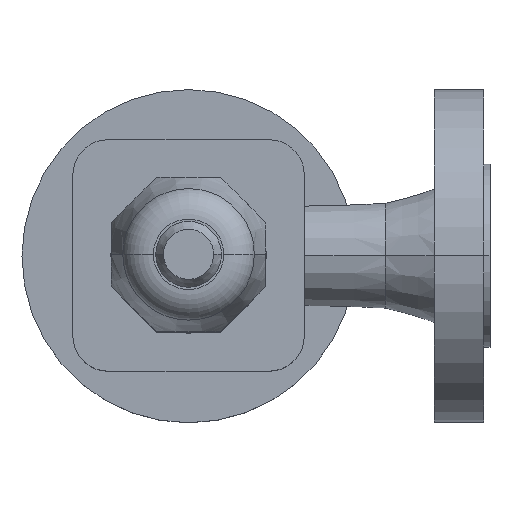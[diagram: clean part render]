
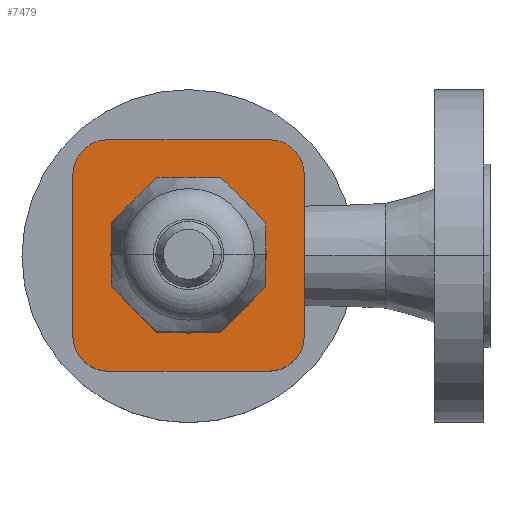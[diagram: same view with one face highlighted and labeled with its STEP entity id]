
A CAD part, top view. The second image highlights one B-rep face of the part: STEP entity #7479.
In plain terms, the highlighted planar face has unit normal (0, 0, 1).
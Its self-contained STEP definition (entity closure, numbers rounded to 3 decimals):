
#7283=CARTESIAN_POINT('',(25.456,36.456,148.23));
#7284=VERTEX_POINT('',#7283);
#7291=CARTESIAN_POINT('',(36.456,25.456,148.23));
#7292=VERTEX_POINT('',#7291);
#7293=CARTESIAN_POINT('',(25.456,25.456,148.23));
#7294=DIRECTION('',(-0.,-0.,1.));
#7295=DIRECTION('',(1.,0.,0.));
#7296=AXIS2_PLACEMENT_3D('',#7293,#7294,#7295);
#7297=CIRCLE('',#7296,11.);
#7298=EDGE_CURVE('',#7292,#7284,#7297,.T.);
#7316=CARTESIAN_POINT('',(36.456,-25.456,148.23));
#7317=VERTEX_POINT('',#7316);
#7318=CARTESIAN_POINT('',(36.456,-25.456,148.23));
#7319=DIRECTION('',(-0.,1.,0.));
#7320=VECTOR('',#7319,50.912);
#7321=LINE('',#7318,#7320);
#7322=EDGE_CURVE('',#7317,#7292,#7321,.T.);
#7340=CARTESIAN_POINT('',(25.456,-36.456,148.23));
#7341=VERTEX_POINT('',#7340);
#7342=CARTESIAN_POINT('',(25.456,-25.456,148.23));
#7343=DIRECTION('',(-0.,-0.,1.));
#7344=DIRECTION('',(0.,-1.,-0.));
#7345=AXIS2_PLACEMENT_3D('',#7342,#7343,#7344);
#7346=CIRCLE('',#7345,11.);
#7347=EDGE_CURVE('',#7341,#7317,#7346,.T.);
#7365=CARTESIAN_POINT('',(-25.456,-36.456,148.23));
#7366=VERTEX_POINT('',#7365);
#7367=CARTESIAN_POINT('',(-25.456,-36.456,148.23));
#7368=DIRECTION('',(1.,-0.,-0.));
#7369=VECTOR('',#7368,50.912);
#7370=LINE('',#7367,#7369);
#7371=EDGE_CURVE('',#7366,#7341,#7370,.T.);
#7389=CARTESIAN_POINT('',(-36.456,-25.456,148.23));
#7390=VERTEX_POINT('',#7389);
#7391=CARTESIAN_POINT('',(-25.456,-25.456,148.23));
#7392=DIRECTION('',(-0.,-0.,1.));
#7393=DIRECTION('',(-1.,0.,0.));
#7394=AXIS2_PLACEMENT_3D('',#7391,#7392,#7393);
#7395=CIRCLE('',#7394,11.);
#7396=EDGE_CURVE('',#7390,#7366,#7395,.T.);
#7413=CARTESIAN_POINT('',(-25.456,36.456,148.23));
#7414=VERTEX_POINT('',#7413);
#7421=CARTESIAN_POINT('',(25.456,36.456,148.23));
#7422=DIRECTION('',(-1.,-0.,-0.));
#7423=VECTOR('',#7422,50.912);
#7424=LINE('',#7421,#7423);
#7425=EDGE_CURVE('',#7284,#7414,#7424,.T.);
#7431=CARTESIAN_POINT('',(36.25,-0.,148.23));
#7432=DIRECTION('',(0.,-0.,1.));
#7433=DIRECTION('',(1.,0.,-0.));
#7434=AXIS2_PLACEMENT_3D('',#7431,#7432,#7433);
#7435=PLANE('',#7434);
#7436=ORIENTED_EDGE('',*,*,#7396,.T.);
#7437=ORIENTED_EDGE('',*,*,#7371,.T.);
#7438=ORIENTED_EDGE('',*,*,#7347,.T.);
#7439=ORIENTED_EDGE('',*,*,#7322,.T.);
#7440=ORIENTED_EDGE('',*,*,#7298,.T.);
#7441=ORIENTED_EDGE('',*,*,#7425,.T.);
#7442=CARTESIAN_POINT('',(-36.456,25.456,148.23));
#7443=VERTEX_POINT('',#7442);
#7444=CARTESIAN_POINT('',(-25.456,25.456,148.23));
#7445=DIRECTION('',(-0.,-0.,1.));
#7446=DIRECTION('',(0.,1.,0.));
#7447=AXIS2_PLACEMENT_3D('',#7444,#7445,#7446);
#7448=CIRCLE('',#7447,11.);
#7449=EDGE_CURVE('',#7414,#7443,#7448,.T.);
#7450=ORIENTED_EDGE('',*,*,#7449,.T.);
#7451=CARTESIAN_POINT('',(-36.456,25.456,148.23));
#7452=DIRECTION('',(0.,-1.,-0.));
#7453=VECTOR('',#7452,50.912);
#7454=LINE('',#7451,#7453);
#7455=EDGE_CURVE('',#7443,#7390,#7454,.T.);
#7456=ORIENTED_EDGE('',*,*,#7455,.T.);
#7457=EDGE_LOOP('',(#7436,#7437,#7438,#7439,#7440,#7441,#7450,#7456));
#7458=FACE_BOUND('',#7457,.T.);
#7459=CARTESIAN_POINT('',(24.5,-0.,148.23));
#7460=VERTEX_POINT('',#7459);
#7461=CARTESIAN_POINT('',(-24.5,-0.,148.23));
#7462=VERTEX_POINT('',#7461);
#7463=CARTESIAN_POINT('',(0.,-0.,148.23));
#7464=DIRECTION('',(-0.,-0.,1.));
#7465=DIRECTION('',(1.,0.,0.));
#7466=AXIS2_PLACEMENT_3D('',#7463,#7464,#7465);
#7467=CIRCLE('',#7466,24.5);
#7468=EDGE_CURVE('',#7460,#7462,#7467,.T.);
#7469=ORIENTED_EDGE('',*,*,#7468,.F.);
#7470=CARTESIAN_POINT('',(0.,-0.,148.23));
#7471=DIRECTION('',(-0.,-0.,1.));
#7472=DIRECTION('',(1.,0.,0.));
#7473=AXIS2_PLACEMENT_3D('',#7470,#7471,#7472);
#7474=CIRCLE('',#7473,24.5);
#7475=EDGE_CURVE('',#7462,#7460,#7474,.T.);
#7476=ORIENTED_EDGE('',*,*,#7475,.F.);
#7477=EDGE_LOOP('',(#7469,#7476));
#7478=FACE_BOUND('',#7477,.T.);
#7479=ADVANCED_FACE('',(#7458,#7478),#7435,.T.);
